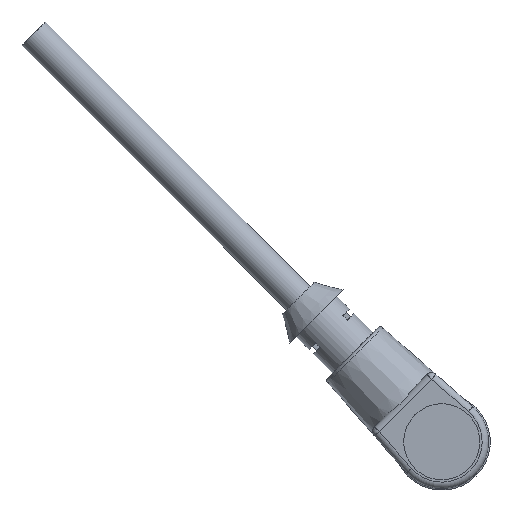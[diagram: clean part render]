
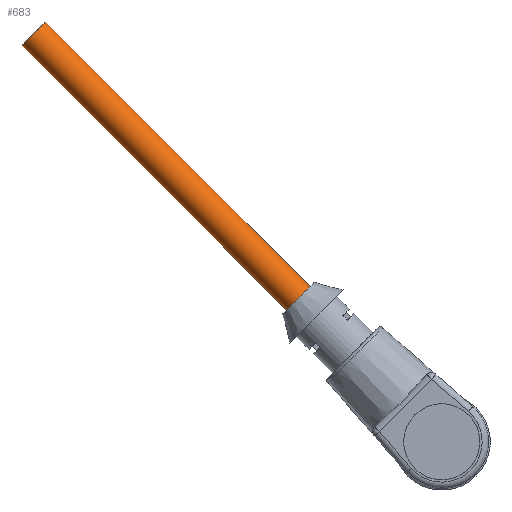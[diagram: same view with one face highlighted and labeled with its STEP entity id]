
A CAD part, left-side view. The second image highlights one B-rep face of the part: STEP entity #683.
In plain terms, the highlighted cylindrical face has radius 2.6 mm (diameter 5.2 mm), a full revolution.
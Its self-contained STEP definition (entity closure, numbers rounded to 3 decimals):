
#485=CYLINDRICAL_SURFACE('',#4849,2.6);
#683=ADVANCED_FACE('',(#1179,#1180),#485,.T.);
#1024=CIRCLE('',#4846,2.6);
#1025=CIRCLE('',#4848,2.6);
#1179=FACE_BOUND('',#1374,.T.);
#1180=FACE_BOUND('',#1375,.T.);
#1374=EDGE_LOOP('',(#2877));
#1375=EDGE_LOOP('',(#2878));
#2877=ORIENTED_EDGE('',*,*,#4224,.F.);
#2878=ORIENTED_EDGE('',*,*,#4225,.T.);
#3699=VERTEX_POINT('',#7619);
#3700=VERTEX_POINT('',#7622);
#4224=EDGE_CURVE('',#3699,#3699,#1024,.T.);
#4225=EDGE_CURVE('',#3700,#3700,#1025,.T.);
#4846=AXIS2_PLACEMENT_3D('',#7618,#5730,#5731);
#4848=AXIS2_PLACEMENT_3D('',#7621,#5734,#5735);
#4849=AXIS2_PLACEMENT_3D('',#7623,#5736,#5737);
#5730=DIRECTION('',(0.,0.707,0.707));
#5731=DIRECTION('',(0.,-0.707,0.707));
#5734=DIRECTION('',(0.,0.707,0.707));
#5735=DIRECTION('',(0.,0.707,-0.707));
#5736=DIRECTION('',(0.,0.707,0.707));
#5737=DIRECTION('',(0.,0.707,-0.707));
#7618=CARTESIAN_POINT('',(25.6,113.286,63.286));
#7619=CARTESIAN_POINT('',(25.6,111.448,65.125));
#7621=CARTESIAN_POINT('',(25.6,72.274,22.274));
#7622=CARTESIAN_POINT('',(25.6,74.112,20.435));
#7623=CARTESIAN_POINT('',(25.6,57.071,7.071));
